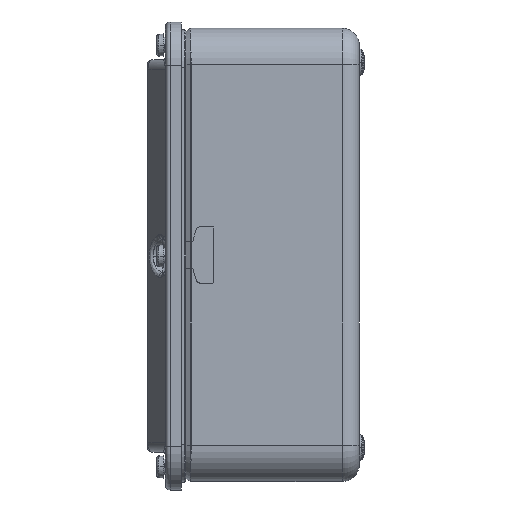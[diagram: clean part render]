
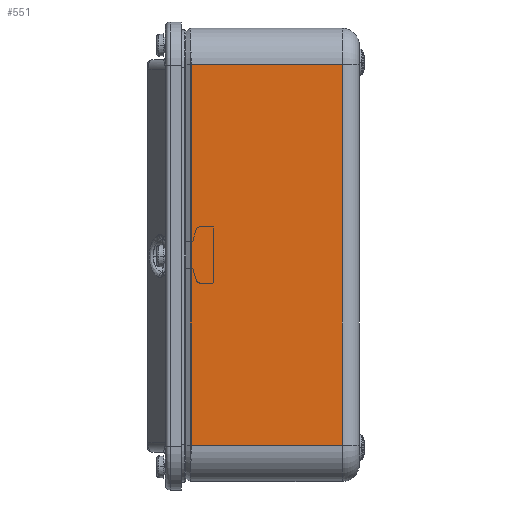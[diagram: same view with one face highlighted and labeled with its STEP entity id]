
A CAD part, left-side view. The second image highlights one B-rep face of the part: STEP entity #551.
In plain terms, the highlighted planar face has unit normal (-1, 0, 0).
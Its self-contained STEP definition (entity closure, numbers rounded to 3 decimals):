
#551=ADVANCED_FACE('',(#1845),#1846,.T.);
#1845=FACE_OUTER_BOUND('',#4093,.T.);
#1846=PLANE('',#4094);
#4093=EDGE_LOOP('',(#10298,#10299,#10300,#10301));
#4094=AXIS2_PLACEMENT_3D('',#10302,#10303,#10304);
#10298=ORIENTED_EDGE('',*,*,#17203,.T.);
#10299=ORIENTED_EDGE('',*,*,#17204,.F.);
#10300=ORIENTED_EDGE('',*,*,#16903,.F.);
#10301=ORIENTED_EDGE('',*,*,#17205,.T.);
#10302=CARTESIAN_POINT('',(-125.0,7.5,84.0));
#10303=DIRECTION('',(-1.0,0.0,0.0));
#10304=DIRECTION('',(0.0,0.0,1.0));
#16903=EDGE_CURVE('',#19625,#19626,#19627,.T.);
#17203=EDGE_CURVE('',#20032,#20052,#20055,.T.);
#17204=EDGE_CURVE('',#19626,#20052,#20056,.T.);
#17205=EDGE_CURVE('',#19625,#20032,#20057,.T.);
#19625=VERTEX_POINT('',#23603);
#19626=VERTEX_POINT('',#23604);
#19627=LINE('',#23605,#23606);
#20032=VERTEX_POINT('',#24180);
#20052=VERTEX_POINT('',#24210);
#20055=LINE('',#24214,#24215);
#20056=LINE('',#24216,#24217);
#20057=LINE('',#24218,#24219);
#23603=CARTESIAN_POINT('',(-125.0,7.5,84.0));
#23604=CARTESIAN_POINT('',(-125.0,7.5,-84.0));
#23605=CARTESIAN_POINT('',(-125.0,7.5,84.0));
#23606=VECTOR('',#30171,168.0);
#24180=CARTESIAN_POINT('',(-125.0,74.5,84.0));
#24210=CARTESIAN_POINT('',(-125.0,74.5,-84.0));
#24214=CARTESIAN_POINT('',(-125.0,74.5,84.0));
#24215=VECTOR('',#30807,168.0);
#24216=CARTESIAN_POINT('',(-125.0,7.5,-84.0));
#24217=VECTOR('',#30808,67.0);
#24218=CARTESIAN_POINT('',(-125.0,7.5,84.0));
#24219=VECTOR('',#30809,67.0);
#30171=DIRECTION('',(0.0,0.0,-1.0));
#30807=DIRECTION('',(0.0,0.0,-1.0));
#30808=DIRECTION('',(0.0,1.0,0.0));
#30809=DIRECTION('',(0.0,1.0,0.0));
